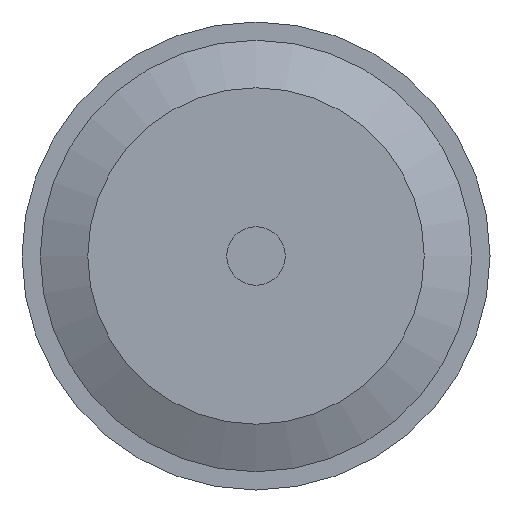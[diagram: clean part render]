
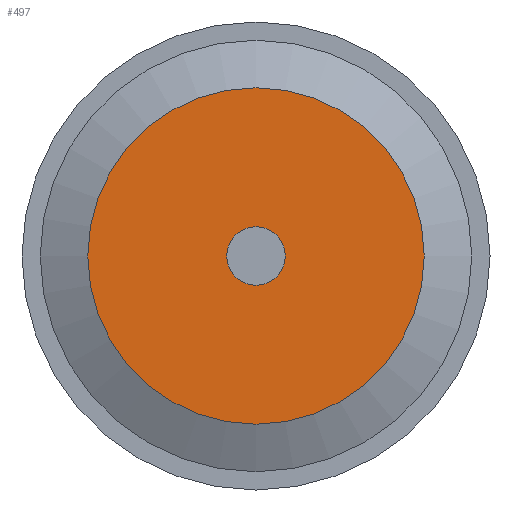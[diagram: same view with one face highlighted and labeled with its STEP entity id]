
A CAD part, front view. The second image highlights one B-rep face of the part: STEP entity #497.
In plain terms, the highlighted planar face has unit normal (0, -1, 0).
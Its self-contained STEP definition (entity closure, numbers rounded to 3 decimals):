
#114=PLANE('',#556);
#129=FACE_BOUND('',#211,.T.);
#165=FACE_OUTER_BOUND('',#210,.T.);
#210=EDGE_LOOP('',(#437));
#211=EDGE_LOOP('',(#438));
#243=CIRCLE('',#546,2.);
#248=CIRCLE('',#555,11.5);
#288=VERTEX_POINT('',#839);
#293=VERTEX_POINT('',#853);
#341=EDGE_CURVE('',#288,#288,#243,.T.);
#346=EDGE_CURVE('',#293,#293,#248,.T.);
#437=ORIENTED_EDGE('',*,*,#346,.T.);
#438=ORIENTED_EDGE('',*,*,#341,.F.);
#497=ADVANCED_FACE('',(#165,#129),#114,.T.);
#546=AXIS2_PLACEMENT_3D('',#840,#681,#682);
#555=AXIS2_PLACEMENT_3D('',#854,#699,#700);
#556=AXIS2_PLACEMENT_3D('',#855,#701,#702);
#681=DIRECTION('center_axis',(0.,-1.,0.));
#682=DIRECTION('ref_axis',(1.,0.,0.));
#699=DIRECTION('center_axis',(0.,-1.,0.));
#700=DIRECTION('ref_axis',(1.,0.,0.));
#701=DIRECTION('center_axis',(0.,-1.,0.));
#702=DIRECTION('ref_axis',(0.,0.,-1.));
#839=CARTESIAN_POINT('',(2.,-1.5,0.));
#840=CARTESIAN_POINT('Origin',(0.,-1.5,0.));
#853=CARTESIAN_POINT('',(11.5,-1.5,0.));
#854=CARTESIAN_POINT('Origin',(0.,-1.5,0.));
#855=CARTESIAN_POINT('Origin',(2.,-1.5,0.));
